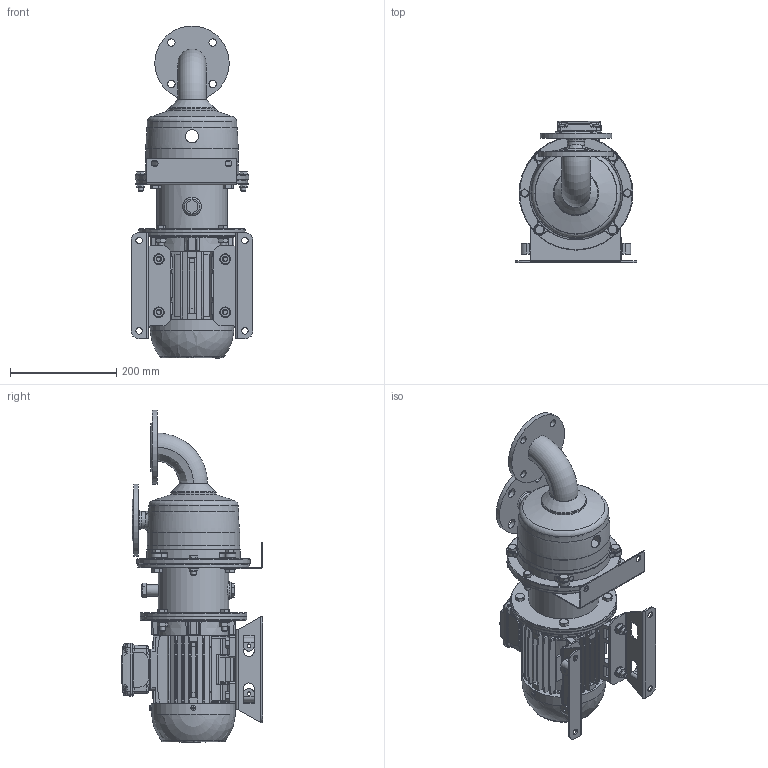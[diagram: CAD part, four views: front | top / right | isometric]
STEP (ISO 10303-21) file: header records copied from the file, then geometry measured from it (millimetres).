
FILE_DESCRIPTION(('STEP AP214'), '1');
FILE_NAME('Ýëåêòðîíàñîñíûé àãðåãàò ÕÌñ 12,5õ20_Ê55À-2,2_2_1', '', ('UNSPECIFIED'), ('UNSPECIFIED'), 'ASCON STEP Converter 1.6', 'ASCON Math Kernel', '');
FILE_SCHEMA(('AUTOMOTIVE_DESIGN { 1 0 10303 214 3 1 1}'));
Length unit declared in the file: millimetre
Products named in the file (19): Ýëåêòðîíàñîñíûé àãðåãàò ÕÌñ 6,3_20Ê5-1,5_2; ﾘ琺矜; Áîëò Ì10; 80_TOP_FF; Ãàéêà; 冓憵 6,3_20; Ïîäâîä ïðîäîëæåíèå 12,5_30; 砐鳱鍱 12,5_30; 11.11.001-01; 扻錪犩 6,3_20; Ôîíàðü ÕÌñ 12,5õ20
Assembly tree (55 placements, depth 3):
  Ýëåêòðîíàñîñíûé àãðåãàò ÕÌñ 6,3_20Ê5-1,5_2
    ﾘ琺矜  x12
    Áîëò Ì10  x12
    80_TOP_FF
    Ãàéêà  x12
    冓憵 6,3_20  x2
    (unnamed)
      (unnamed)
      Ïîäâîä ïðîäîëæåíèå 12,5_30
      砐鳱鍱 12,5_30
      11.11.001-01
      (unnamed)
      扻錪犩 6,3_20
    Ôîíàðü ÕÌñ 12,5õ20
    (unnamed)
    (unnamed)
    (unnamed)  x2
    (unnamed)  x2
    (unnamed)  x2
Bounding box: 229.2 x 265.5 x 624.53 mm (x, y, z)
Volume: 1142576.8 mm3; surface area: 967215.8 mm2
Topology: 54 solids, 55 shells, 2549 faces, 6195 edges, 3909 vertices
Faces by surface type: plane 1389, cylinder 510, cone 354, torus 179, bspline 102, sphere 15
Full cylindrical faces by diameter (mm): 5 x7, 6 x4, 6.7 x4, 8.5 x16, 8.917 x2, 9.5 x7, 10 x26, 10.5 x2, 11 x16, 12 x22, 12.5 x2, 14 x4, 18 x7, 18.6 x1, 19 x1, 19.95 x2, 20 x12, 21.39 x2, 25 x1, 28 x1, 30 x1, 32 x2, 34.469 x2, 39.002 x1, 50 x2, 69 x1, 82 x1, 85 x1, 130 x2, 132 x2
Entity records: 95954 total; most frequent: CARTESIAN_POINT 32145, ORIENTED_EDGE 9508, DIRECTION 9152, EDGE_CURVE 4754, VERTEX_POINT 3149, AXIS2_PLACEMENT_3D 3139, LINE 2874, VECTOR 2874
